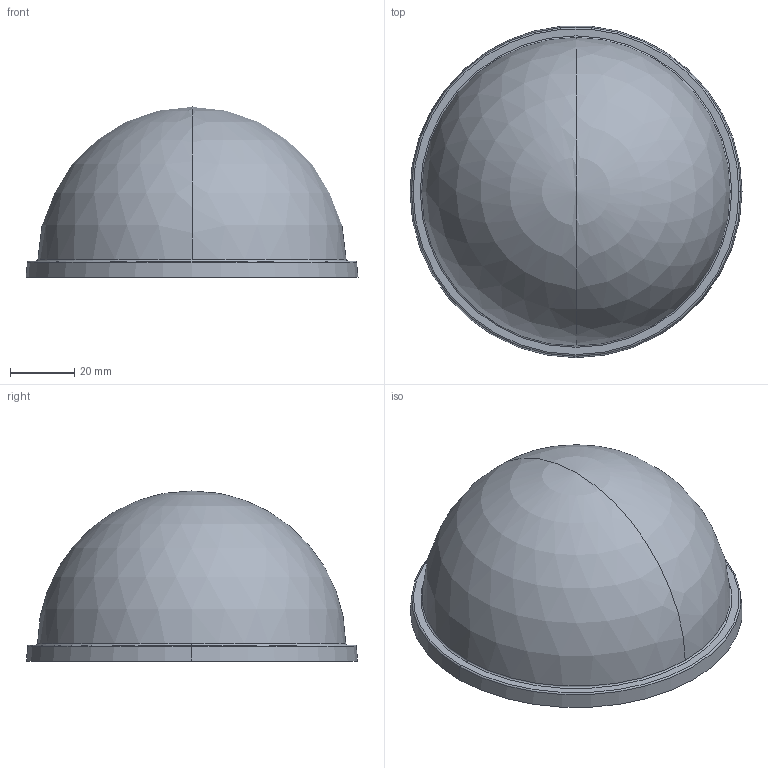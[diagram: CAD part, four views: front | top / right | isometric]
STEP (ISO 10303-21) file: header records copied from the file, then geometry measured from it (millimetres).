
FILE_DESCRIPTION (( 'STEP AP203' ), '1' );
FILE_NAME ('14010804-1150.STEP', '2023-11-27T07:46:03', ( '' ), ( '' ), 'SwSTEP 2.0', 'SolidWorks 2022', '' );
FILE_SCHEMA (( 'CONFIG_CONTROL_DESIGN' ));
Length unit declared in the file: millimetre
Products named in the file (1): 14010804-1150
Bounding box: 103.4 x 103.18 x 53 mm (x, y, z)
Volume: 77564.9 mm3; surface area: 32461.3 mm2
Topology: 1 solids, 1 shells, 24 faces, 56 edges, 34 vertices
Faces by surface type: torus 7, cone 7, plane 5, sphere 4, cylinder 1
Entity records: 770 total; most frequent: CARTESIAN_POINT 149, DIRECTION 133, ORIENTED_EDGE 100, AXIS2_PLACEMENT_3D 62, EDGE_CURVE 50, CIRCLE 37, VERTEX_POINT 32, EDGE_LOOP 28
